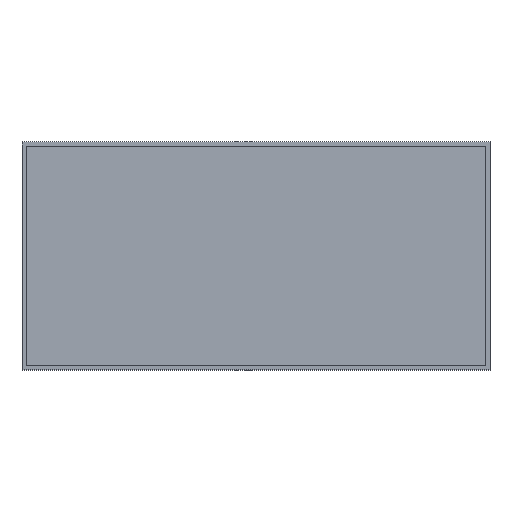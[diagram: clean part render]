
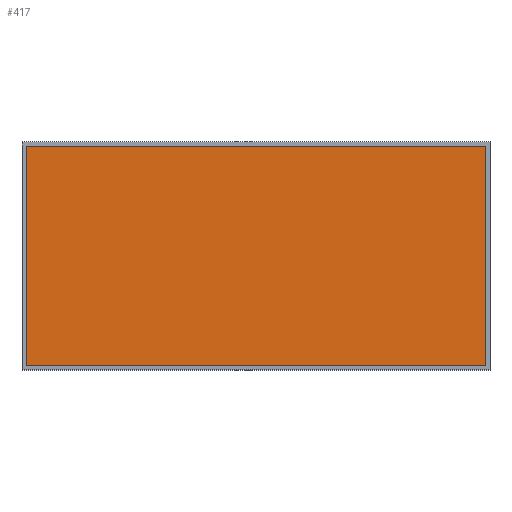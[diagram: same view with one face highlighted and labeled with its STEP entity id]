
A CAD part, top view. The second image highlights one B-rep face of the part: STEP entity #417.
In plain terms, the highlighted planar face has unit normal (0, 0, 1).
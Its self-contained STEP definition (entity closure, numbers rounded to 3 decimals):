
#13 = CARTESIAN_POINT ( 'NONE',  ( 19.1, -9.1, 2.98 ) ) ;
#14 = DIRECTION ( 'NONE',  ( 1., 0., 0. ) ) ;
#22 = DIRECTION ( 'NONE',  ( 0., 1., 0. ) ) ;
#56 = CARTESIAN_POINT ( 'NONE',  ( 19.1, 9.1, 2.98 ) ) ;
#93 = VERTEX_POINT ( 'NONE', #544 ) ;
#123 = LINE ( 'NONE', #56, #141 ) ;
#136 = EDGE_CURVE ( 'NONE', #446, #694, #702, .T. ) ;
#141 = VECTOR ( 'NONE', #22, 1000. ) ;
#158 = VECTOR ( 'NONE', #402, 1000. ) ;
#165 = EDGE_LOOP ( 'NONE', ( #511, #517, #516, #513 ) ) ;
#185 = VECTOR ( 'NONE', #457, 1000. ) ;
#186 = LINE ( 'NONE', #400, #185 ) ;
#238 = CARTESIAN_POINT ( 'NONE',  ( -19.1, -9.1, 2.98 ) ) ;
#241 = LINE ( 'NONE', #619, #158 ) ;
#397 = CARTESIAN_POINT ( 'NONE',  ( 19.1, 9.1, 2.98 ) ) ;
#400 = CARTESIAN_POINT ( 'NONE',  ( -19.1, 9.1, 2.98 ) ) ;
#402 = DIRECTION ( 'NONE',  ( -1., 0., 0. ) ) ;
#417 = ADVANCED_FACE ( 'NONE', ( #433 ), #523, .T. ) ;
#433 = FACE_OUTER_BOUND ( 'NONE', #165, .T. ) ;
#446 = VERTEX_POINT ( 'NONE', #677 ) ;
#447 = VERTEX_POINT ( 'NONE', #397 ) ;
#457 = DIRECTION ( 'NONE',  ( 0., -1., 0. ) ) ;
#511 = ORIENTED_EDGE ( 'NONE', *, *, #654, .T. ) ;
#513 = ORIENTED_EDGE ( 'NONE', *, *, #136, .T. ) ;
#516 = ORIENTED_EDGE ( 'NONE', *, *, #562, .T. ) ;
#517 = ORIENTED_EDGE ( 'NONE', *, *, #579, .T. ) ;
#523 = PLANE ( 'NONE',  #629 ) ;
#544 = CARTESIAN_POINT ( 'NONE',  ( -19.1, 9.1, 2.98 ) ) ;
#562 = EDGE_CURVE ( 'NONE', #93, #446, #186, .T. ) ;
#579 = EDGE_CURVE ( 'NONE', #447, #93, #241, .T. ) ;
#601 = CARTESIAN_POINT ( 'NONE',  ( 0., 0., 2.98 ) ) ;
#619 = CARTESIAN_POINT ( 'NONE',  ( -19.1, 9.1, 2.98 ) ) ;
#629 = AXIS2_PLACEMENT_3D ( 'NONE', #601, #687, #693 ) ;
#654 = EDGE_CURVE ( 'NONE', #694, #447, #123, .T. ) ;
#677 = CARTESIAN_POINT ( 'NONE',  ( -19.1, -9.1, 2.98 ) ) ;
#687 = DIRECTION ( 'NONE',  ( 0., 0., 1. ) ) ;
#689 = VECTOR ( 'NONE', #14, 1000. ) ;
#693 = DIRECTION ( 'NONE',  ( 1., 0., 0. ) ) ;
#694 = VERTEX_POINT ( 'NONE', #13 ) ;
#702 = LINE ( 'NONE', #238, #689 ) ;
